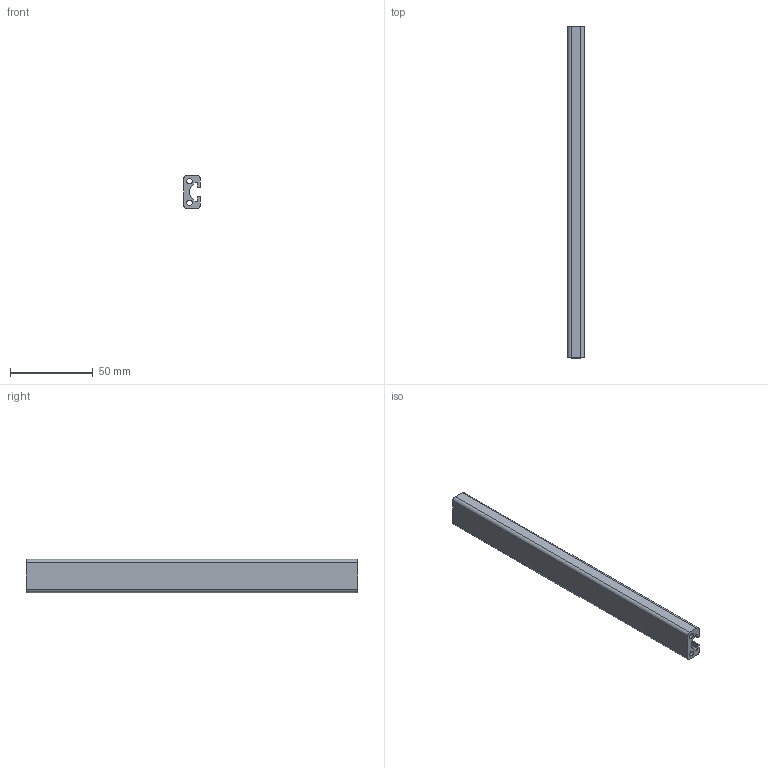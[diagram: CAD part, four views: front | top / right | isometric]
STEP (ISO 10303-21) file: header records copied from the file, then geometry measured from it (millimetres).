
FILE_DESCRIPTION(/* description */ ('Aluminiumprofil 20x10'),/* implementation_level */ '2;1');
FILE_NAME(/* name */ 'Syskomp 251201901 Aluminiumprofil 20x10.stp',/* time_stamp */ '2017-04-18T15:01:13+02:00',/* author */ ('wheldmann'),/* organization */ (''),/* preprocessor_version */ 'ST-DEVELOPER v16.1',/* originating_system */ 'Autodesk Inventor 2016',/* authorisation */ ' ');
FILE_SCHEMA (('AUTOMOTIVE_DESIGN { 1 0 10303 214 3 1 1 }'));
Length unit declared in the file: millimetre
Products named in the file (1): 251201901 Aluminiumprofil 20x10 - 200
Bounding box: 10 x 200 x 20 mm (x, y, z)
Volume: 25886.7 mm3; surface area: 19662.9 mm2
Topology: 1 solids, 1 shells, 28 faces, 78 edges, 52 vertices
Faces by surface type: cylinder 14, plane 14
Full cylindrical faces by diameter (mm): 3.3 x2
Entity records: 932 total; most frequent: DIRECTION 162, CARTESIAN_POINT 157, ORIENTED_EDGE 152, EDGE_CURVE 76, AXIS2_PLACEMENT_3D 57, VERTEX_POINT 52, LINE 48, VECTOR 48
